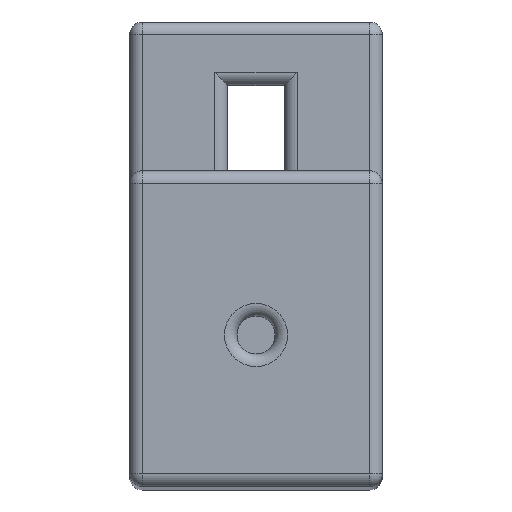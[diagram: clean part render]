
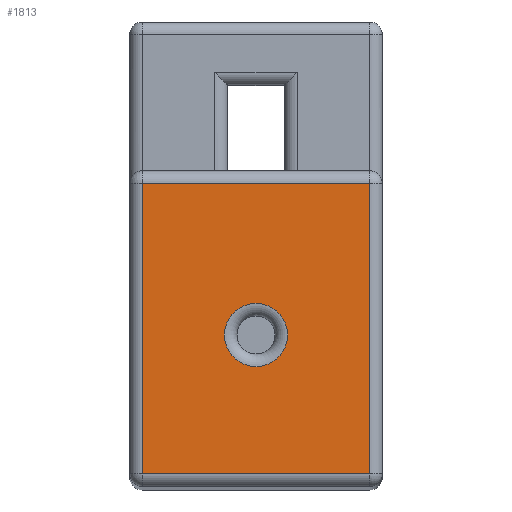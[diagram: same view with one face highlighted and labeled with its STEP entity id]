
A CAD part, top view. The second image highlights one B-rep face of the part: STEP entity #1813.
In plain terms, the highlighted planar face has unit normal (0, 0, 1).
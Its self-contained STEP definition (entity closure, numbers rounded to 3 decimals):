
#46=FACE_BOUND('',#314,.T.);
#61=CIRCLE('',#1973,2.5);
#140=PLANE('',#1979);
#183=FACE_OUTER_BOUND('',#313,.T.);
#313=EDGE_LOOP('',(#1288,#1289,#1290,#1291));
#314=EDGE_LOOP('',(#1292));
#508=LINE('',#2960,#661);
#509=LINE('',#2962,#662);
#510=LINE('',#2964,#663);
#511=LINE('',#2965,#664);
#661=VECTOR('',#2311,10.);
#662=VECTOR('',#2312,10.);
#663=VECTOR('',#2313,10.);
#664=VECTOR('',#2314,10.);
#814=VERTEX_POINT('',#2946);
#818=VERTEX_POINT('',#2958);
#819=VERTEX_POINT('',#2959);
#820=VERTEX_POINT('',#2961);
#821=VERTEX_POINT('',#2963);
#976=EDGE_CURVE('',#814,#814,#61,.T.);
#982=EDGE_CURVE('',#818,#819,#508,.T.);
#983=EDGE_CURVE('',#820,#818,#509,.T.);
#984=EDGE_CURVE('',#821,#820,#510,.T.);
#985=EDGE_CURVE('',#819,#821,#511,.T.);
#1288=ORIENTED_EDGE('',*,*,#982,.F.);
#1289=ORIENTED_EDGE('',*,*,#983,.F.);
#1290=ORIENTED_EDGE('',*,*,#984,.F.);
#1291=ORIENTED_EDGE('',*,*,#985,.F.);
#1292=ORIENTED_EDGE('',*,*,#976,.F.);
#1813=ADVANCED_FACE('',(#183,#46),#140,.T.);
#1973=AXIS2_PLACEMENT_3D('',#2947,#2296,#2297);
#1979=AXIS2_PLACEMENT_3D('',#2957,#2309,#2310);
#2296=DIRECTION('center_axis',(0.,0.,1.));
#2297=DIRECTION('ref_axis',(-1.,0.,0.));
#2309=DIRECTION('center_axis',(0.,0.,1.));
#2310=DIRECTION('ref_axis',(1.,0.,0.));
#2311=DIRECTION('',(-1.,0.,0.));
#2312=DIRECTION('',(0.,-1.,0.));
#2313=DIRECTION('',(1.,0.,0.));
#2314=DIRECTION('',(0.,1.,0.));
#2946=CARTESIAN_POINT('',(12.5,-3.,155.));
#2947=CARTESIAN_POINT('Origin',(10.,-3.,155.));
#2957=CARTESIAN_POINT('Origin',(10.,-2.5,155.));
#2958=CARTESIAN_POINT('',(19.,-14.,155.));
#2959=CARTESIAN_POINT('',(1.,-14.,155.));
#2960=CARTESIAN_POINT('',(5.,-14.,155.));
#2961=CARTESIAN_POINT('',(19.,9.,155.));
#2962=CARTESIAN_POINT('',(19.,-8.75,155.));
#2963=CARTESIAN_POINT('',(1.,9.,155.));
#2964=CARTESIAN_POINT('',(15.,9.,155.));
#2965=CARTESIAN_POINT('',(1.,-1.25,155.));
